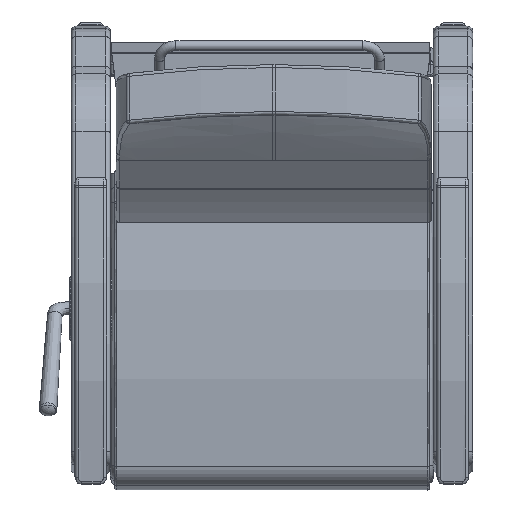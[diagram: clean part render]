
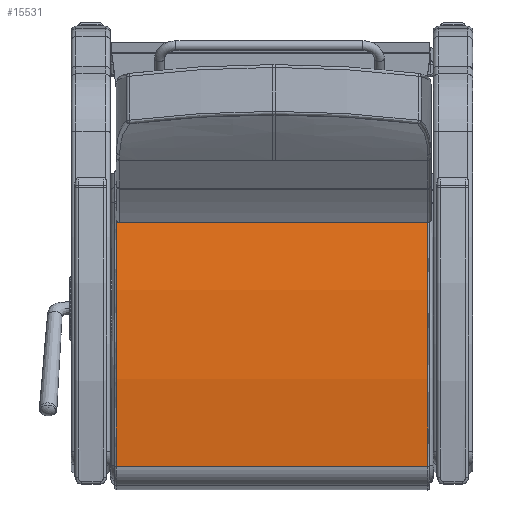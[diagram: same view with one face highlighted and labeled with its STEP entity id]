
A CAD part, front view. The second image highlights one B-rep face of the part: STEP entity #15531.
In plain terms, the highlighted free-form (B-spline) face has degree [3, 1] with [18, 2] control points.
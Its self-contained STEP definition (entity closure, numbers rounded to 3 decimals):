
#944=ELLIPSE('',#17609,60.304,60.25);
#946=ELLIPSE('',#17631,60.304,60.25);
#2305=LINE('',#41264,#3255);
#2306=LINE('',#41303,#3256);
#3255=VECTOR('',#22073,0.394);
#3256=VECTOR('',#22076,0.394);
#4222=FACE_OUTER_BOUND('',#5319,.T.);
#5319=EDGE_LOOP('',(#13804,#13805,#13806,#13807));
#7793=VERTEX_POINT('',#40895);
#7794=VERTEX_POINT('',#40896);
#7813=VERTEX_POINT('',#41263);
#7814=VERTEX_POINT('',#41302);
#9810=EDGE_CURVE('',#7793,#7794,#944,.T.);
#9839=EDGE_CURVE('',#7813,#7794,#2305,.T.);
#9841=EDGE_CURVE('',#7814,#7793,#2306,.T.);
#9842=EDGE_CURVE('',#7813,#7814,#946,.T.);
#13804=ORIENTED_EDGE('',*,*,#9810,.F.);
#13805=ORIENTED_EDGE('',*,*,#9841,.F.);
#13806=ORIENTED_EDGE('',*,*,#9842,.F.);
#13807=ORIENTED_EDGE('',*,*,#9839,.T.);
#14708=B_SPLINE_SURFACE_WITH_KNOTS('',3,1,((#41266,#41267),(#41268,#41269),
(#41270,#41271),(#41272,#41273),(#41274,#41275),(#41276,#41277),(#41278,
#41279),(#41280,#41281),(#41282,#41283),(#41284,#41285),(#41286,#41287),
(#41288,#41289),(#41290,#41291),(#41292,#41293),(#41294,#41295),(#41296,
#41297),(#41298,#41299),(#41300,#41301)),.UNSPECIFIED.,.F.,.F.,.F.,(4,1,
1,1,1,1,1,1,1,1,1,1,1,1,1,4),(2,2),(-1.696,-1.668,
-1.64,-1.626,-1.599,-1.585,
-1.557,-1.543,-1.515,-1.501,-1.473,
-1.459,-1.431,-1.418,-1.39,
-1.362),(0.,91.44),.UNSPECIFIED.);
#15531=ADVANCED_FACE('',(#4222),#14708,.T.);
#17609=AXIS2_PLACEMENT_3D('',#40897,#22022,#22023);
#17631=AXIS2_PLACEMENT_3D('',#41304,#22077,#22078);
#22022=DIRECTION('center_axis',(0.,0.,
-1.));
#22023=DIRECTION('ref_axis',(1.,0.,0.));
#22073=DIRECTION('',(0.,0.,-1.));
#22076=DIRECTION('',(0.,0.,-1.));
#22077=DIRECTION('center_axis',(0.,0.,1.));
#22078=DIRECTION('ref_axis',(1.,0.,0.));
#40895=CARTESIAN_POINT('',(3.609,-1.684,0.124));
#40896=CARTESIAN_POINT('',(23.658,-2.523,0.124));
#40897=CARTESIAN_POINT('Origin',(11.145,-61.462,0.124));
#41263=CARTESIAN_POINT('',(23.658,-2.523,23.876));
#41264=CARTESIAN_POINT('',(23.658,-2.523,24.));
#41266=CARTESIAN_POINT('Ctrl Pts',(3.609,-1.684,24.));
#41267=CARTESIAN_POINT('Ctrl Pts',(3.609,-1.684,-12.));
#41268=CARTESIAN_POINT('Ctrl Pts',(4.165,-1.614,24.));
#41269=CARTESIAN_POINT('Ctrl Pts',(4.165,-1.614,-12.));
#41270=CARTESIAN_POINT('Ctrl Pts',(5.278,-1.49,24.));
#41271=CARTESIAN_POINT('Ctrl Pts',(5.278,-1.49,-12.));
#41272=CARTESIAN_POINT('Ctrl Pts',(6.673,-1.373,24.));
#41273=CARTESIAN_POINT('Ctrl Pts',(6.673,-1.373,-12.));
#41274=CARTESIAN_POINT('Ctrl Pts',(8.071,-1.285,24.));
#41275=CARTESIAN_POINT('Ctrl Pts',(8.071,-1.285,-12.));
#41276=CARTESIAN_POINT('Ctrl Pts',(9.19,-1.239,24.));
#41277=CARTESIAN_POINT('Ctrl Pts',(9.19,-1.239,-12.));
#41278=CARTESIAN_POINT('Ctrl Pts',(10.59,-1.21,24.));
#41279=CARTESIAN_POINT('Ctrl Pts',(10.59,-1.21,-12.));
#41280=CARTESIAN_POINT('Ctrl Pts',(11.71,-1.21,24.));
#41281=CARTESIAN_POINT('Ctrl Pts',(11.71,-1.21,-12.));
#41282=CARTESIAN_POINT('Ctrl Pts',(13.11,-1.239,24.));
#41283=CARTESIAN_POINT('Ctrl Pts',(13.11,-1.239,-12.));
#41284=CARTESIAN_POINT('Ctrl Pts',(14.229,-1.286,24.));
#41285=CARTESIAN_POINT('Ctrl Pts',(14.229,-1.286,-12.));
#41286=CARTESIAN_POINT('Ctrl Pts',(15.626,-1.374,24.));
#41287=CARTESIAN_POINT('Ctrl Pts',(15.626,-1.374,-12.));
#41288=CARTESIAN_POINT('Ctrl Pts',(16.742,-1.467,24.));
#41289=CARTESIAN_POINT('Ctrl Pts',(16.742,-1.467,-12.));
#41290=CARTESIAN_POINT('Ctrl Pts',(18.135,-1.613,24.));
#41291=CARTESIAN_POINT('Ctrl Pts',(18.135,-1.613,-12.));
#41292=CARTESIAN_POINT('Ctrl Pts',(19.246,-1.753,24.));
#41293=CARTESIAN_POINT('Ctrl Pts',(19.246,-1.753,-12.));
#41294=CARTESIAN_POINT('Ctrl Pts',(20.631,-1.957,24.));
#41295=CARTESIAN_POINT('Ctrl Pts',(20.631,-1.957,-12.));
#41296=CARTESIAN_POINT('Ctrl Pts',(22.012,-2.19,24.));
#41297=CARTESIAN_POINT('Ctrl Pts',(22.012,-2.19,-12.));
#41298=CARTESIAN_POINT('Ctrl Pts',(23.111,-2.407,24.));
#41299=CARTESIAN_POINT('Ctrl Pts',(23.111,-2.407,-12.));
#41300=CARTESIAN_POINT('Ctrl Pts',(23.658,-2.523,24.));
#41301=CARTESIAN_POINT('Ctrl Pts',(23.658,-2.523,-12.));
#41302=CARTESIAN_POINT('',(3.609,-1.684,23.876));
#41303=CARTESIAN_POINT('',(3.609,-1.684,24.));
#41304=CARTESIAN_POINT('Origin',(11.145,-61.462,23.876));
